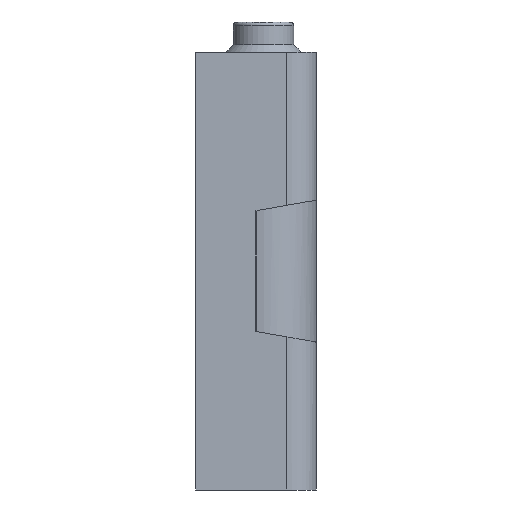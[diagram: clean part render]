
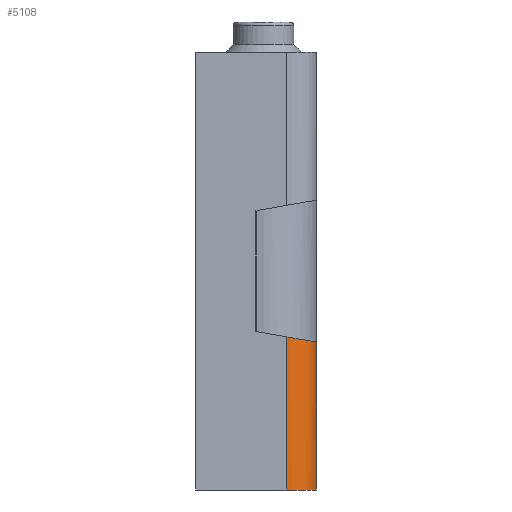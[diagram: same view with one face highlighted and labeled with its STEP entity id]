
A CAD part, left-side view. The second image highlights one B-rep face of the part: STEP entity #5108.
In plain terms, the highlighted cylindrical face has radius 4 mm (diameter 8 mm), a partial arc.
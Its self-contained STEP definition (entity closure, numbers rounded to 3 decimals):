
#637 = PLANE('',#638);
#638 = AXIS2_PLACEMENT_3D('',#639,#640,#641);
#639 = CARTESIAN_POINT('',(4.21,-16.,0.));
#640 = DIRECTION('',(0.,1.,0.));
#641 = DIRECTION('',(1.,0.,0.));
#1853 = VERTEX_POINT('',#1854);
#1854 = CARTESIAN_POINT('',(4.21,-16.,0.));
#1870 = PLANE('',#1871);
#1871 = AXIS2_PLACEMENT_3D('',#1872,#1873,#1874);
#1872 = CARTESIAN_POINT('',(0.211,-12.07,0.));
#1873 = DIRECTION('',(0.,0.,-1.));
#1874 = DIRECTION('',(-1.,0.,0.));
#1882 = EDGE_CURVE('',#1853,#1883,#1885,.T.);
#1883 = VERTEX_POINT('',#1884);
#1884 = CARTESIAN_POINT('',(4.21,-16.,19.589));
#1885 = SURFACE_CURVE('',#1886,(#1890,#1897),.PCURVE_S1.);
#1886 = LINE('',#1887,#1888);
#1887 = CARTESIAN_POINT('',(4.21,-16.,0.));
#1888 = VECTOR('',#1889,1.);
#1889 = DIRECTION('',(0.,0.,1.));
#1890 = PCURVE('',#637,#1891);
#1891 = DEFINITIONAL_REPRESENTATION('',(#1892),#1896);
#1892 = LINE('',#1893,#1894);
#1893 = CARTESIAN_POINT('',(0.,0.));
#1894 = VECTOR('',#1895,1.);
#1895 = DIRECTION('',(0.,-1.));
#1896 = ( GEOMETRIC_REPRESENTATION_CONTEXT(2) 
PARAMETRIC_REPRESENTATION_CONTEXT() REPRESENTATION_CONTEXT('2D SPACE',''
  ) );
#1897 = PCURVE('',#1898,#1903);
#1898 = CYLINDRICAL_SURFACE('',#1899,4.);
#1899 = AXIS2_PLACEMENT_3D('',#1900,#1901,#1902);
#1900 = CARTESIAN_POINT('',(4.21,-12.,0.));
#1901 = DIRECTION('',(0.,0.,-1.));
#1902 = DIRECTION('',(1.,0.,0.));
#1903 = DEFINITIONAL_REPRESENTATION('',(#1904),#1908);
#1904 = LINE('',#1905,#1906);
#1905 = CARTESIAN_POINT('',(-4.712,0.));
#1906 = VECTOR('',#1907,1.);
#1907 = DIRECTION('',(0.,-1.));
#1908 = ( GEOMETRIC_REPRESENTATION_CONTEXT(2) 
PARAMETRIC_REPRESENTATION_CONTEXT() REPRESENTATION_CONTEXT('2D SPACE',''
  ) );
#1925 = PLANE('',#1926);
#1926 = AXIS2_PLACEMENT_3D('',#1927,#1928,#1929);
#1927 = CARTESIAN_POINT('',(0.,-8.,21.));
#1928 = DIRECTION('',(0.,0.174,-0.985
    ));
#1929 = DIRECTION('',(0.,-0.985,
    -0.174));
#4963 = EDGE_CURVE('',#4964,#1853,#4966,.T.);
#4964 = VERTEX_POINT('',#4965);
#4965 = CARTESIAN_POINT('',(0.211,-12.07,0.));
#4966 = SURFACE_CURVE('',#4967,(#4972,#4983),.PCURVE_S1.);
#4967 = CIRCLE('',#4968,4.);
#4968 = AXIS2_PLACEMENT_3D('',#4969,#4970,#4971);
#4969 = CARTESIAN_POINT('',(4.21,-12.,0.));
#4970 = DIRECTION('',(0.,0.,1.));
#4971 = DIRECTION('',(1.,0.,0.));
#4972 = PCURVE('',#1870,#4973);
#4973 = DEFINITIONAL_REPRESENTATION('',(#4974),#4982);
#4974 = ( BOUNDED_CURVE() B_SPLINE_CURVE(2,(#4975,#4976,#4977,#4978,
#4979,#4980,#4981),.UNSPECIFIED.,.T.,.F.) B_SPLINE_CURVE_WITH_KNOTS((1,2
    ,2,2,2,1),(-2.094,0.,2.094,4.189,
6.283,8.378),.UNSPECIFIED.) CURVE() 
GEOMETRIC_REPRESENTATION_ITEM() RATIONAL_B_SPLINE_CURVE((1.,0.5,1.,0.5,
1.,0.5,1.)) REPRESENTATION_ITEM('') );
#4975 = CARTESIAN_POINT('',(-7.999,0.07));
#4976 = CARTESIAN_POINT('',(-7.999,6.998));
#4977 = CARTESIAN_POINT('',(-1.999,3.534));
#4978 = CARTESIAN_POINT('',(4.001,0.07));
#4979 = CARTESIAN_POINT('',(-1.999,-3.394));
#4980 = CARTESIAN_POINT('',(-7.999,-6.858));
#4981 = CARTESIAN_POINT('',(-7.999,0.07));
#4982 = ( GEOMETRIC_REPRESENTATION_CONTEXT(2) 
PARAMETRIC_REPRESENTATION_CONTEXT() REPRESENTATION_CONTEXT('2D SPACE',''
  ) );
#4983 = PCURVE('',#1898,#4984);
#4984 = DEFINITIONAL_REPRESENTATION('',(#4985),#4989);
#4985 = LINE('',#4986,#4987);
#4986 = CARTESIAN_POINT('',(0.,0.));
#4987 = VECTOR('',#4988,1.);
#4988 = DIRECTION('',(-1.,0.));
#4989 = ( GEOMETRIC_REPRESENTATION_CONTEXT(2) 
PARAMETRIC_REPRESENTATION_CONTEXT() REPRESENTATION_CONTEXT('2D SPACE',''
  ) );
#5007 = PLANE('',#5008);
#5008 = AXIS2_PLACEMENT_3D('',#5009,#5010,#5011);
#5009 = CARTESIAN_POINT('',(0.211,-12.07,0.));
#5010 = DIRECTION('',(-1.,-0.017,0.));
#5011 = DIRECTION('',(-0.017,1.,0.));
#5108 = ADVANCED_FACE('',(#5109),#1898,.T.);
#5109 = FACE_BOUND('',#5110,.F.);
#5110 = EDGE_LOOP('',(#5111,#5112,#5135,#5163));
#5111 = ORIENTED_EDGE('',*,*,#4963,.F.);
#5112 = ORIENTED_EDGE('',*,*,#5113,.T.);
#5113 = EDGE_CURVE('',#4964,#5114,#5116,.T.);
#5114 = VERTEX_POINT('',#5115);
#5115 = CARTESIAN_POINT('',(0.211,-12.07,
    20.282));
#5116 = SURFACE_CURVE('',#5117,(#5121,#5128),.PCURVE_S1.);
#5117 = LINE('',#5118,#5119);
#5118 = CARTESIAN_POINT('',(0.211,-12.07,0.));
#5119 = VECTOR('',#5120,1.);
#5120 = DIRECTION('',(0.,0.,1.));
#5121 = PCURVE('',#1898,#5122);
#5122 = DEFINITIONAL_REPRESENTATION('',(#5123),#5127);
#5123 = LINE('',#5124,#5125);
#5124 = CARTESIAN_POINT('',(-3.159,0.));
#5125 = VECTOR('',#5126,1.);
#5126 = DIRECTION('',(0.,-1.));
#5127 = ( GEOMETRIC_REPRESENTATION_CONTEXT(2) 
PARAMETRIC_REPRESENTATION_CONTEXT() REPRESENTATION_CONTEXT('2D SPACE',''
  ) );
#5128 = PCURVE('',#5007,#5129);
#5129 = DEFINITIONAL_REPRESENTATION('',(#5130),#5134);
#5130 = LINE('',#5131,#5132);
#5131 = CARTESIAN_POINT('',(0.,0.));
#5132 = VECTOR('',#5133,1.);
#5133 = DIRECTION('',(0.,-1.));
#5134 = ( GEOMETRIC_REPRESENTATION_CONTEXT(2) 
PARAMETRIC_REPRESENTATION_CONTEXT() REPRESENTATION_CONTEXT('2D SPACE',''
  ) );
#5135 = ORIENTED_EDGE('',*,*,#5136,.F.);
#5136 = EDGE_CURVE('',#1883,#5114,#5137,.T.);
#5137 = SURFACE_CURVE('',#5138,(#5143,#5156),.PCURVE_S1.);
#5138 = ELLIPSE('',#5139,4.062,4.);
#5139 = AXIS2_PLACEMENT_3D('',#5140,#5141,#5142);
#5140 = CARTESIAN_POINT('',(4.21,-12.,20.295));
#5141 = DIRECTION('',(0.,0.174,-0.985
    ));
#5142 = DIRECTION('',(0.,-0.985,
    -0.174));
#5143 = PCURVE('',#1898,#5144);
#5144 = DEFINITIONAL_REPRESENTATION('',(#5145),#5155);
#5145 = B_SPLINE_CURVE_WITH_KNOTS('',8,(#5146,#5147,#5148,#5149,#5150,
    #5151,#5152,#5153,#5154),.UNSPECIFIED.,.F.,.F.,(9,9),(0.,
    1.553),.PIECEWISE_BEZIER_KNOTS.);
#5146 = CARTESIAN_POINT('',(-4.712,-19.589));
#5147 = CARTESIAN_POINT('',(-4.518,-19.589));
#5148 = CARTESIAN_POINT('',(-4.324,-19.62));
#5149 = CARTESIAN_POINT('',(-4.13,-19.681));
#5150 = CARTESIAN_POINT('',(-3.936,-19.769));
#5151 = CARTESIAN_POINT('',(-3.742,-19.881));
#5152 = CARTESIAN_POINT('',(-3.547,-20.009));
#5153 = CARTESIAN_POINT('',(-3.353,-20.145));
#5154 = CARTESIAN_POINT('',(-3.159,-20.282));
#5155 = ( GEOMETRIC_REPRESENTATION_CONTEXT(2) 
PARAMETRIC_REPRESENTATION_CONTEXT() REPRESENTATION_CONTEXT('2D SPACE',''
  ) );
#5156 = PCURVE('',#1925,#5157);
#5157 = DEFINITIONAL_REPRESENTATION('',(#5158),#5162);
#5158 = ELLIPSE('',#5159,4.062,4.);
#5159 = AXIS2_PLACEMENT_2D('',#5160,#5161);
#5160 = CARTESIAN_POINT('',(4.062,-4.21));
#5161 = DIRECTION('',(1.,0.));
#5162 = ( GEOMETRIC_REPRESENTATION_CONTEXT(2) 
PARAMETRIC_REPRESENTATION_CONTEXT() REPRESENTATION_CONTEXT('2D SPACE',''
  ) );
#5163 = ORIENTED_EDGE('',*,*,#1882,.F.);
